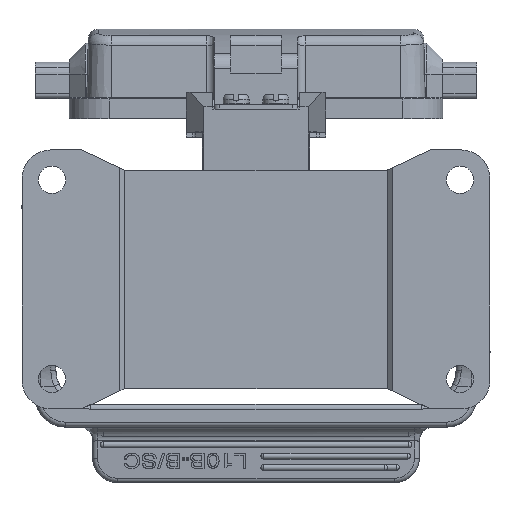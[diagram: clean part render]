
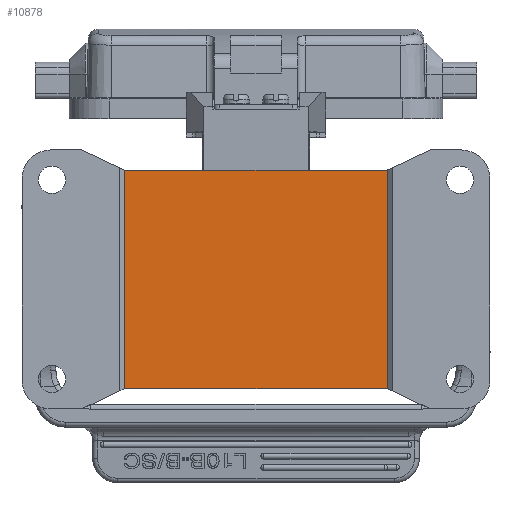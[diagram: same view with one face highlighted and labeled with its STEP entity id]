
A CAD part, front view. The second image highlights one B-rep face of the part: STEP entity #10878.
In plain terms, the highlighted planar face has unit normal (0, -1, 0).
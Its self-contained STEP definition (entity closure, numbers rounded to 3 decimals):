
#2768=B_SPLINE_CURVE_WITH_KNOTS('',3,(#65559,#65560,#65561,#65562),
 .UNSPECIFIED.,.F.,.F.,(4,4),(0.,1.),.UNSPECIFIED.);
#2892=B_SPLINE_CURVE_WITH_KNOTS('',3,(#67517,#67518,#67519,#67520),
 .UNSPECIFIED.,.F.,.F.,(4,4),(0.,1.),.UNSPECIFIED.);
#2894=B_SPLINE_CURVE_WITH_KNOTS('',3,(#67537,#67538,#67539,#67540,#67541,
#67542,#67543),.UNSPECIFIED.,.F.,.F.,(4,3,4),(0.,0.969,1.),
 .UNSPECIFIED.);
#2896=B_SPLINE_CURVE_WITH_KNOTS('',3,(#67554,#67555,#67556,#67557),
 .UNSPECIFIED.,.F.,.F.,(4,4),(0.,1.),.UNSPECIFIED.);
#2898=B_SPLINE_CURVE_WITH_KNOTS('',3,(#67564,#67565,#67566,#67567,#67568,
#67569,#67570),.UNSPECIFIED.,.F.,.F.,(4,3,4),(0.,0.03,1.),
 .UNSPECIFIED.);
#2899=B_SPLINE_CURVE_WITH_KNOTS('',3,(#67571,#67572,#67573,#67574,#67575,
#67576,#67577,#67578,#67579,#67580),.UNSPECIFIED.,.F.,.F.,(4,3,3,4),(0.,
0.03,0.97,1.),.UNSPECIFIED.);
#2900=B_SPLINE_CURVE_WITH_KNOTS('',3,(#67582,#67583,#67584,#67585),
 .UNSPECIFIED.,.F.,.F.,(4,4),(0.,1.),.UNSPECIFIED.);
#2901=B_SPLINE_CURVE_WITH_KNOTS('',3,(#67587,#67588,#67589,#67590,#67591,
#67592,#67593),.UNSPECIFIED.,.F.,.F.,(4,3,4),(0.,0.03,1.),
 .UNSPECIFIED.);
#3719=PLANE('',#36983);
#10878=ADVANCED_FACE('',(#12784),#3719,.T.);
#12784=FACE_OUTER_BOUND('',#14810,.T.);
#14810=EDGE_LOOP('',(#23510,#23511,#23512,#23513,#23514,#23515,#23516,#23517));
#23510=ORIENTED_EDGE('',*,*,#32854,.F.);
#23511=ORIENTED_EDGE('',*,*,#32116,.T.);
#23512=ORIENTED_EDGE('',*,*,#32860,.F.);
#23513=ORIENTED_EDGE('',*,*,#32847,.F.);
#23514=ORIENTED_EDGE('',*,*,#32861,.F.);
#23515=ORIENTED_EDGE('',*,*,#32862,.F.);
#23516=ORIENTED_EDGE('',*,*,#32863,.F.);
#23517=ORIENTED_EDGE('',*,*,#32858,.F.);
#27610=VERTEX_POINT('',#65558);
#27611=VERTEX_POINT('',#65563);
#28085=VERTEX_POINT('',#67516);
#28086=VERTEX_POINT('',#67521);
#28091=VERTEX_POINT('',#67544);
#28094=VERTEX_POINT('',#67558);
#28095=VERTEX_POINT('',#67581);
#28096=VERTEX_POINT('',#67586);
#32116=EDGE_CURVE('',#27611,#27610,#2768,.T.);
#32847=EDGE_CURVE('',#28085,#28086,#2892,.T.);
#32854=EDGE_CURVE('',#27611,#28091,#2894,.T.);
#32858=EDGE_CURVE('',#28091,#28094,#2896,.T.);
#32860=EDGE_CURVE('',#28086,#27610,#2898,.T.);
#32861=EDGE_CURVE('',#28095,#28085,#2899,.T.);
#32862=EDGE_CURVE('',#28096,#28095,#2900,.T.);
#32863=EDGE_CURVE('',#28094,#28096,#2901,.T.);
#36983=AXIS2_PLACEMENT_3D('',#67594,#44004,#44005);
#44004=DIRECTION('',(0.,-1.,0.));
#44005=DIRECTION('',(-1.,0.,0.));
#65558=CARTESIAN_POINT('',(-0.65,50.375,62.434));
#65559=CARTESIAN_POINT('',(52.055,50.375,62.434));
#65560=CARTESIAN_POINT('',(34.487,50.375,62.434));
#65561=CARTESIAN_POINT('',(16.918,50.375,62.434));
#65562=CARTESIAN_POINT('',(-0.65,50.375,62.434));
#65563=CARTESIAN_POINT('',(52.055,50.375,62.434));
#67516=CARTESIAN_POINT('',(-0.668,50.375,18.593));
#67517=CARTESIAN_POINT('',(-0.668,50.376,18.593));
#67518=CARTESIAN_POINT('',(-0.668,50.376,33.209));
#67519=CARTESIAN_POINT('',(-0.668,50.376,47.826));
#67520=CARTESIAN_POINT('',(-0.668,50.376,62.442));
#67521=CARTESIAN_POINT('',(-0.668,50.375,62.442));
#67537=CARTESIAN_POINT('',(52.055,50.375,62.434));
#67538=CARTESIAN_POINT('',(52.061,50.375,62.436));
#67539=CARTESIAN_POINT('',(52.066,50.375,62.439));
#67540=CARTESIAN_POINT('',(52.072,50.375,62.442));
#67541=CARTESIAN_POINT('',(52.072,50.375,62.442));
#67542=CARTESIAN_POINT('',(52.072,50.375,62.442));
#67543=CARTESIAN_POINT('',(52.073,50.375,62.442));
#67544=CARTESIAN_POINT('',(52.073,50.375,62.442));
#67554=CARTESIAN_POINT('',(52.073,50.376,62.442));
#67555=CARTESIAN_POINT('',(52.073,50.376,47.825));
#67556=CARTESIAN_POINT('',(52.073,50.376,33.209));
#67557=CARTESIAN_POINT('',(52.073,50.376,18.593));
#67558=CARTESIAN_POINT('',(52.073,50.375,18.593));
#67564=CARTESIAN_POINT('',(-0.668,50.375,62.442));
#67565=CARTESIAN_POINT('',(-0.668,50.375,62.442));
#67566=CARTESIAN_POINT('',(-0.668,50.375,62.442));
#67567=CARTESIAN_POINT('',(-0.667,50.375,62.442));
#67568=CARTESIAN_POINT('',(-0.662,50.375,62.439));
#67569=CARTESIAN_POINT('',(-0.656,50.375,62.436));
#67570=CARTESIAN_POINT('',(-0.65,50.375,62.434));
#67571=CARTESIAN_POINT('',(-0.649,50.375,18.601));
#67572=CARTESIAN_POINT('',(-0.65,50.375,18.601));
#67573=CARTESIAN_POINT('',(-0.65,50.375,18.601));
#67574=CARTESIAN_POINT('',(-0.65,50.375,18.601));
#67575=CARTESIAN_POINT('',(-0.656,50.375,18.598));
#67576=CARTESIAN_POINT('',(-0.661,50.375,18.596));
#67577=CARTESIAN_POINT('',(-0.667,50.375,18.593));
#67578=CARTESIAN_POINT('',(-0.667,50.375,18.593));
#67579=CARTESIAN_POINT('',(-0.667,50.375,18.593));
#67580=CARTESIAN_POINT('',(-0.668,50.375,18.593));
#67581=CARTESIAN_POINT('',(-0.65,50.375,18.601));
#67582=CARTESIAN_POINT('',(52.055,50.375,18.601));
#67583=CARTESIAN_POINT('',(34.487,50.375,18.601));
#67584=CARTESIAN_POINT('',(16.918,50.375,18.601));
#67585=CARTESIAN_POINT('',(-0.65,50.375,18.601));
#67586=CARTESIAN_POINT('',(52.055,50.375,18.601));
#67587=CARTESIAN_POINT('',(52.073,50.375,18.592));
#67588=CARTESIAN_POINT('',(52.073,50.375,18.592));
#67589=CARTESIAN_POINT('',(52.073,50.375,18.593));
#67590=CARTESIAN_POINT('',(52.073,50.375,18.593));
#67591=CARTESIAN_POINT('',(52.067,50.375,18.595));
#67592=CARTESIAN_POINT('',(52.061,50.375,18.598));
#67593=CARTESIAN_POINT('',(52.055,50.375,18.601));
#67594=CARTESIAN_POINT('',(25.703,50.375,40.517));
